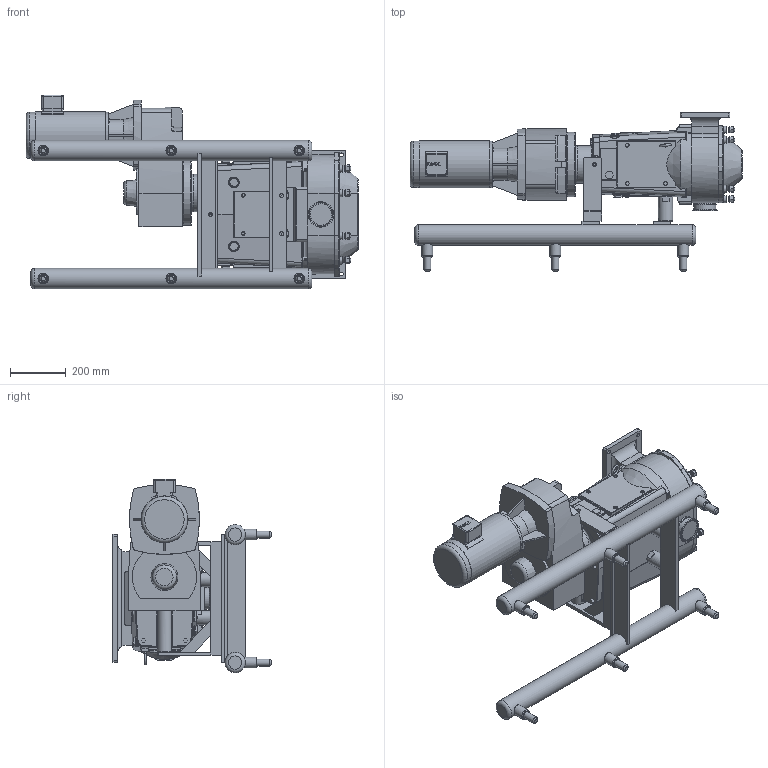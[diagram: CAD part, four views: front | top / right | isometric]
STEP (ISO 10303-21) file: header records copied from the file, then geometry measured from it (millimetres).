
FILE_DESCRIPTION(/* description */ (''),/* implementation_level */ '2;1');
FILE_NAME(/* name */ 'U2_184U2_145TC_(3.28 x 11.25)x3_S-Line_2HP_SIDE_SM.stp',/* time_stamp */ '2021-05-24T18:40:06+05:00',/* author */ ('trtmhr'),/* organization */ (''),/* preprocessor_version */ 'ST-DEVELOPER v18.1',/* originating_system */ 'Autodesk Inventor 2020',/* authorisation */ '');
FILE_SCHEMA (('CONFIG_CONTROL_DESIGN','AUTOMOTIVE_DESIGN { 1 0 10303 214 3 1 1 }','TECHNICAL_DATA_PACKAGING'));
Length unit declared in the file: inch
Products named in the file (1): U2_184U2_145TC_(3.28 x 11.25)x3_S-Line_2HP_SIDE_SM
Bounding box: 1185.77 x 565.16 x 691.91 mm (x, y, z)
Volume: 84111718.5 mm3; surface area: 2789140.1 mm2
Topology: 6 solids, 6 shells, 1150 faces, 2967 edges, 1901 vertices
Faces by surface type: plane 519, cylinder 318, bspline 148, torus 93, cone 46, sphere 26
Full cylindrical faces by diameter (mm): 2.54 x2, 5.08 x1, 7.62 x2, 7.798 x1, 10.719 x1, 12.395 x5, 12.7 x8, 13.462 x6, 14.224 x2, 14.3 x3, 19.05 x8, 25.4 x14, 38.1 x6, 50.8 x2, 76.2 x1, 78.461 x1, 78.486 x1, 79.477 x1, 91.008 x1, 133.35 x1, 165.989 x1, 166.116 x1, 168.402 x1, 229.997 x1, 230.124 x1
Entity records: 40040 total; most frequent: CARTESIAN_POINT 11840, ORIENTED_EDGE 5912, DIRECTION 5815, EDGE_CURVE 2956, AXIS2_PLACEMENT_3D 2148, VERTEX_POINT 1901, LINE 1519, VECTOR 1519
